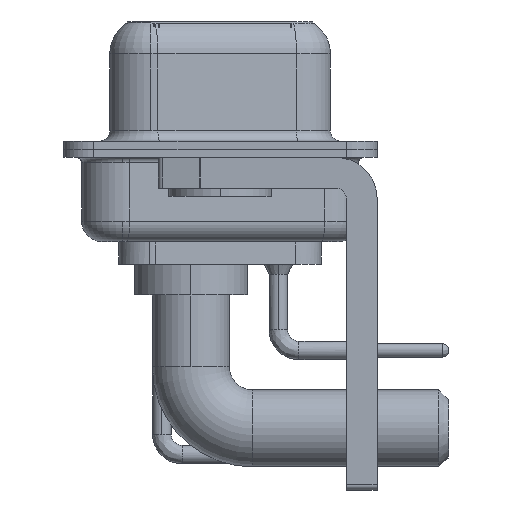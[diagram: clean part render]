
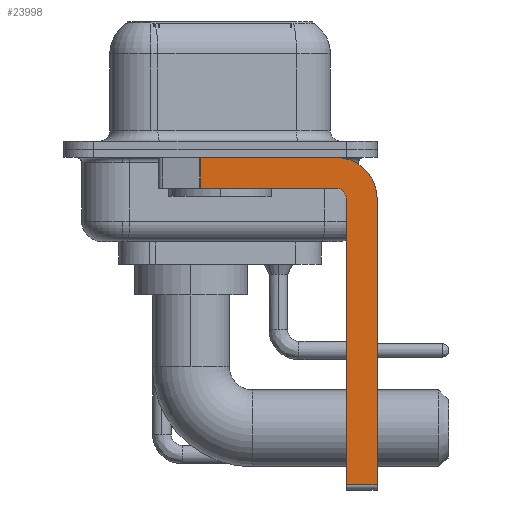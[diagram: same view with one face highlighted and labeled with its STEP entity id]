
A CAD part, left-side view. The second image highlights one B-rep face of the part: STEP entity #23998.
In plain terms, the highlighted planar face has unit normal (-1, 0, 0).
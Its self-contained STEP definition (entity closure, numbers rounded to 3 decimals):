
#1167 = VERTEX_POINT ( 'NONE', #31118 ) ;
#2591 = EDGE_LOOP ( 'NONE', ( #26387, #27253, #16903, #11297, #30190, #19869, #15838, #11270 ) ) ;
#2615 = VERTEX_POINT ( 'NONE', #32332 ) ;
#3023 = DIRECTION ( 'NONE',  ( 0., 0., -1. ) ) ;
#3040 = CARTESIAN_POINT ( 'NONE',  ( -2.9, -5.65, -2.4 ) ) ;
#3266 = VERTEX_POINT ( 'NONE', #24711 ) ;
#3852 = VECTOR ( 'NONE', #13025, 1000. ) ;
#5617 = EDGE_CURVE ( 'NONE', #2615, #19475, #7600, .T. ) ;
#5666 = CARTESIAN_POINT ( 'NONE',  ( -2.9, -5.65, -2.4 ) ) ;
#5680 = DIRECTION ( 'NONE',  ( 0., 0., -1. ) ) ;
#6651 = VERTEX_POINT ( 'NONE', #19250 ) ;
#7600 = LINE ( 'NONE', #26539, #7986 ) ;
#7986 = VECTOR ( 'NONE', #34618, 1000. ) ;
#8146 = EDGE_CURVE ( 'NONE', #3266, #6651, #27674, .T. ) ;
#9289 = VECTOR ( 'NONE', #24738, 1000. ) ;
#11270 = ORIENTED_EDGE ( 'NONE', *, *, #27217, .F. ) ;
#11297 = ORIENTED_EDGE ( 'NONE', *, *, #31545, .F. ) ;
#11346 = CARTESIAN_POINT ( 'NONE',  ( -2.9, -5.65, -2.4 ) ) ;
#11596 = AXIS2_PLACEMENT_3D ( 'NONE', #3040, #13403, #5680 ) ;
#11652 = VERTEX_POINT ( 'NONE', #27241 ) ;
#12187 = EDGE_CURVE ( 'NONE', #20576, #19475, #30355, .T. ) ;
#13025 = DIRECTION ( 'NONE',  ( 0., -1., 0. ) ) ;
#13403 = DIRECTION ( 'NONE',  ( 1., 0., 0. ) ) ;
#15551 = CIRCLE ( 'NONE', #11596, 2. ) ;
#15658 = CARTESIAN_POINT ( 'NONE',  ( -2.9, 0.978, -0.4 ) ) ;
#15838 = ORIENTED_EDGE ( 'NONE', *, *, #26333, .F. ) ;
#16384 = DIRECTION ( 'NONE',  ( 1., 0., 0. ) ) ;
#16793 = DIRECTION ( 'NONE',  ( 0., 0., 1. ) ) ;
#16903 = ORIENTED_EDGE ( 'NONE', *, *, #5617, .F. ) ;
#18460 = CARTESIAN_POINT ( 'NONE',  ( -2.9, 3., -0.4 ) ) ;
#19011 = FACE_OUTER_BOUND ( 'NONE', #2591, .T. ) ;
#19250 = CARTESIAN_POINT ( 'NONE',  ( -2.9, -6.15, -2.4 ) ) ;
#19463 = CARTESIAN_POINT ( 'NONE',  ( -2.9, 0.978, -1.9 ) ) ;
#19475 = VERTEX_POINT ( 'NONE', #22931 ) ;
#19678 = DIRECTION ( 'NONE',  ( 0., -1., 0. ) ) ;
#19766 = CARTESIAN_POINT ( 'NONE',  ( -2.9, -6.15, -16.6 ) ) ;
#19869 = ORIENTED_EDGE ( 'NONE', *, *, #21941, .T. ) ;
#20576 = VERTEX_POINT ( 'NONE', #15658 ) ;
#21046 = AXIS2_PLACEMENT_3D ( 'NONE', #5666, #16384, #3023 ) ;
#21731 = LINE ( 'NONE', #32805, #24469 ) ;
#21890 = CIRCLE ( 'NONE', #25816, 0.5 ) ;
#21941 = EDGE_CURVE ( 'NONE', #3266, #11652, #27062, .T. ) ;
#22235 = DIRECTION ( 'NONE',  ( -1., 0., 0. ) ) ;
#22306 = CARTESIAN_POINT ( 'NONE',  ( -2.9, -5.65, -16.35 ) ) ;
#22931 = CARTESIAN_POINT ( 'NONE',  ( -2.9, 0.978, -1.9 ) ) ;
#23998 = ADVANCED_FACE ( 'NONE', ( #19011 ), #29732, .F. ) ;
#24469 = VECTOR ( 'NONE', #25063, 1000. ) ;
#24711 = CARTESIAN_POINT ( 'NONE',  ( -2.9, -6.15, -16.35 ) ) ;
#24738 = DIRECTION ( 'NONE',  ( 0., 0., -1. ) ) ;
#25063 = DIRECTION ( 'NONE',  ( 0., 0., -1. ) ) ;
#25816 = AXIS2_PLACEMENT_3D ( 'NONE', #11346, #22235, #16793 ) ;
#26333 = EDGE_CURVE ( 'NONE', #1167, #11652, #21731, .T. ) ;
#26387 = ORIENTED_EDGE ( 'NONE', *, *, #29019, .F. ) ;
#26539 = CARTESIAN_POINT ( 'NONE',  ( -2.9, -5.65, -1.9 ) ) ;
#27062 = LINE ( 'NONE', #22306, #34342 ) ;
#27217 = EDGE_CURVE ( 'NONE', #30675, #1167, #15551, .T. ) ;
#27241 = CARTESIAN_POINT ( 'NONE',  ( -2.9, -7.65, -16.35 ) ) ;
#27253 = ORIENTED_EDGE ( 'NONE', *, *, #12187, .T. ) ;
#27674 = LINE ( 'NONE', #19766, #28225 ) ;
#27983 = CARTESIAN_POINT ( 'NONE',  ( -2.9, -5.65, -0.4 ) ) ;
#28225 = VECTOR ( 'NONE', #30308, 1000. ) ;
#29019 = EDGE_CURVE ( 'NONE', #20576, #30675, #31667, .T. ) ;
#29732 = PLANE ( 'NONE',  #21046 ) ;
#30190 = ORIENTED_EDGE ( 'NONE', *, *, #8146, .F. ) ;
#30308 = DIRECTION ( 'NONE',  ( 0., 0., 1. ) ) ;
#30355 = LINE ( 'NONE', #19463, #9289 ) ;
#30675 = VERTEX_POINT ( 'NONE', #27983 ) ;
#31118 = CARTESIAN_POINT ( 'NONE',  ( -2.9, -7.65, -2.4 ) ) ;
#31545 = EDGE_CURVE ( 'NONE', #6651, #2615, #21890, .T. ) ;
#31667 = LINE ( 'NONE', #18460, #3852 ) ;
#32332 = CARTESIAN_POINT ( 'NONE',  ( -2.9, -5.65, -1.9 ) ) ;
#32805 = CARTESIAN_POINT ( 'NONE',  ( -2.9, -7.65, -2.4 ) ) ;
#34342 = VECTOR ( 'NONE', #19678, 1000. ) ;
#34618 = DIRECTION ( 'NONE',  ( 0., 1., 0. ) ) ;
